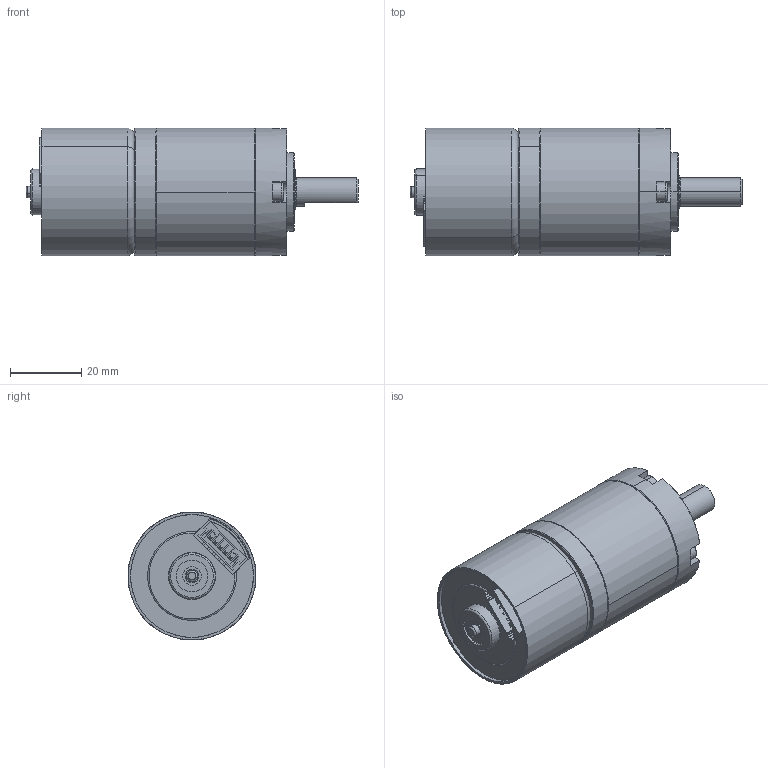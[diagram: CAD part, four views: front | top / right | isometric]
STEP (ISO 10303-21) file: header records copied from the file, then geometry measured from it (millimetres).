
FILE_DESCRIPTION((''),'2;1');
FILE_NAME('36RP-000-000_ASM','2024-07-15T',('86157'),(''),'PRO/ENGINEER BY PARAMETRIC TECHNOLOGY CORPORATION, 2010280','PRO/ENGINEER BY PARAMETRIC TECHNOLOGY CORPORATION, 2010280','');
FILE_SCHEMA(('CONFIG_CONTROL_DESIGN'));
Products named in the file (35): 36RP-003; DM036P530001; DM058P520001-688ZZ; 36RP-000-1_ASM; DM036P360003; 36RP-004-ZHOU; 36RP-005; 36RP-000-2-ZHOU_ASM; DM036P530002; 36RP-002-3B; 36RP-000-3_ASM; MANIFOLD_SOLID_BREP_49; PRODUCT_47927; R212ZZ; PRODUCT_9555; 36__________________; 7______-41607; ____-____3_1_; ____3; ____-____3_5_; ____-____3_4_; ____-____3_3_; ____-____3_2_; PCB-2_0_ASM; 36____; 10______; 3_175-42__; 3626____; 7______-28188; ASM0001_ASM; _DM-BL3626; DM-BL3626_ASM; 36RP-000-5_ASM; M3X38_9-B3; 36RP-000-000_ASM
Assembly tree (46 placements, depth 6):
  36RP-000-000_ASM
    36RP-000-3_ASM
      36RP-000-1_ASM
        36RP-003
        DM036P530001
        DM058P520001-688ZZ  x2
      DM036P360003  x2
      36RP-000-2-ZHOU_ASM
        36RP-004-ZHOU
        36RP-005  x3
      DM036P530002
      36RP-002-3B
    36RP-000-5_ASM
      MANIFOLD_SOLID_BREP_49
      DM-BL3626_ASM
        ASM0001_ASM
          PRODUCT_47927
          R212ZZ  x2
          PRODUCT_9555
          36__________________
          7______-41607
          PCB-2_0_ASM
            ____-____3_1_
            ____3
            ____-____3_5_
            ____-____3_4_
            ____-____3_3_
            ____-____3_2_
          36____  x2
          10______  x4
          3_175-42__
          3626____
          7______-28188
        _DM-BL3626
    M3X38_9-B3  x4
Bounding box: 93.4 x 36 x 36 mm (x, y, z)
Volume: 43416.6 mm3; surface area: 50705.3 mm2
Topology: 38 solids, 46 shells, 2828 faces, 7560 edges, 4769 vertices
Faces by surface type: cylinder 1171, plane 850, torus 300, bspline 222, cone 161, extrusion 92, sphere 32
Entity records: 100717 total; most frequent: CARTESIAN_POINT 36824, ORIENTED_EDGE 14092, DIRECTION 12151, EDGE_CURVE 7062, VERTEX_POINT 4529, AXIS2_PLACEMENT_3D 4490, VECTOR 3171, LINE 3079
